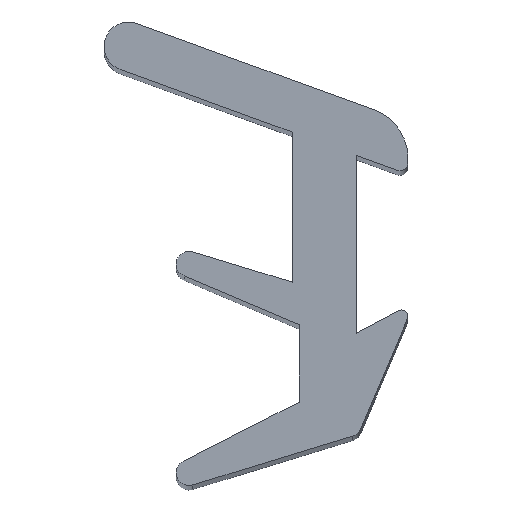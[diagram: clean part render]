
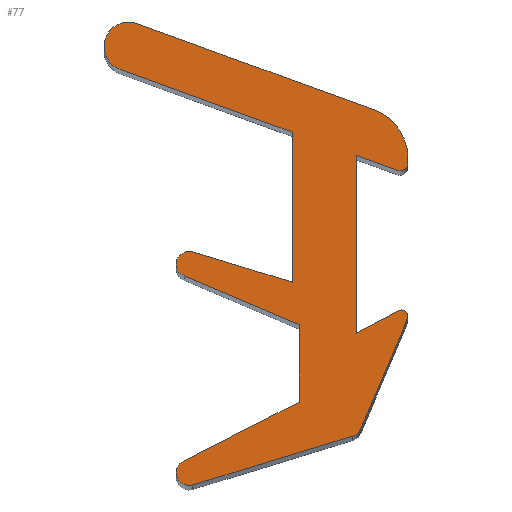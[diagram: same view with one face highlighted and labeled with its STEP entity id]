
A CAD part, top view. The second image highlights one B-rep face of the part: STEP entity #77.
In plain terms, the highlighted planar face has unit normal (0, 0, 1).
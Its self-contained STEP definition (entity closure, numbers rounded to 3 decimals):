
#77 = ADVANCED_FACE( '', ( #152 ), #153, .T. );
#152 = FACE_OUTER_BOUND( '', #222, .T. );
#153 = PLANE( '', #223 );
#222 = EDGE_LOOP( '', ( #381, #382, #383, #384, #385, #386, #387, #388, #389, #390, #391, #392, #393, #394, #395, #396, #397, #398, #399 ) );
#223 = AXIS2_PLACEMENT_3D( '', #400, #401, #402 );
#381 = ORIENTED_EDGE( '', *, *, #470, .T. );
#382 = ORIENTED_EDGE( '', *, *, #451, .T. );
#383 = ORIENTED_EDGE( '', *, *, #474, .T. );
#384 = ORIENTED_EDGE( '', *, *, #465, .T. );
#385 = ORIENTED_EDGE( '', *, *, #504, .T. );
#386 = ORIENTED_EDGE( '', *, *, #495, .T. );
#387 = ORIENTED_EDGE( '', *, *, #446, .T. );
#388 = ORIENTED_EDGE( '', *, *, #498, .T. );
#389 = ORIENTED_EDGE( '', *, *, #436, .T. );
#390 = ORIENTED_EDGE( '', *, *, #456, .T. );
#391 = ORIENTED_EDGE( '', *, *, #500, .T. );
#392 = ORIENTED_EDGE( '', *, *, #441, .T. );
#393 = ORIENTED_EDGE( '', *, *, #505, .T. );
#394 = ORIENTED_EDGE( '', *, *, #506, .T. );
#395 = ORIENTED_EDGE( '', *, *, #460, .T. );
#396 = ORIENTED_EDGE( '', *, *, #502, .T. );
#397 = ORIENTED_EDGE( '', *, *, #477, .T. );
#398 = ORIENTED_EDGE( '', *, *, #482, .T. );
#399 = ORIENTED_EDGE( '', *, *, #507, .T. );
#400 = CARTESIAN_POINT( '', ( -2.35, 16.55, 0. ) );
#401 = DIRECTION( '', ( 0., 0., 1. ) );
#402 = DIRECTION( '', ( 1., 0., 0. ) );
#436 = EDGE_CURVE( '', #514, #515, #516, .T. );
#441 = EDGE_CURVE( '', #523, #524, #525, .T. );
#446 = EDGE_CURVE( '', #532, #533, #534, .T. );
#451 = EDGE_CURVE( '', #541, #542, #543, .T. );
#456 = EDGE_CURVE( '', #515, #550, #551, .T. );
#460 = EDGE_CURVE( '', #556, #557, #558, .T. );
#465 = EDGE_CURVE( '', #565, #566, #567, .T. );
#470 = EDGE_CURVE( '', #574, #541, #575, .T. );
#474 = EDGE_CURVE( '', #542, #565, #580, .T. );
#477 = EDGE_CURVE( '', #583, #584, #585, .T. );
#482 = EDGE_CURVE( '', #584, #592, #593, .T. );
#495 = EDGE_CURVE( '', #609, #532, #610, .T. );
#498 = EDGE_CURVE( '', #533, #514, #613, .T. );
#500 = EDGE_CURVE( '', #550, #523, #615, .T. );
#502 = EDGE_CURVE( '', #557, #583, #617, .T. );
#504 = EDGE_CURVE( '', #566, #609, #619, .T. );
#505 = EDGE_CURVE( '', #524, #620, #621, .T. );
#506 = EDGE_CURVE( '', #620, #556, #622, .T. );
#507 = EDGE_CURVE( '', #592, #574, #623, .T. );
#514 = VERTEX_POINT( '', #630 );
#515 = VERTEX_POINT( '', #631 );
#516 = LINE( '', #632, #633 );
#523 = VERTEX_POINT( '', #643 );
#524 = VERTEX_POINT( '', #644 );
#525 = CIRCLE( '', #645, 0.5 );
#532 = VERTEX_POINT( '', #654 );
#533 = VERTEX_POINT( '', #655 );
#534 = LINE( '', #656, #657 );
#541 = VERTEX_POINT( '', #667 );
#542 = VERTEX_POINT( '', #668 );
#543 = CIRCLE( '', #669, 0.95 );
#550 = VERTEX_POINT( '', #678 );
#551 = CIRCLE( '', #679, 0.5 );
#556 = VERTEX_POINT( '', #685 );
#557 = VERTEX_POINT( '', #686 );
#558 = LINE( '', #687, #688 );
#565 = VERTEX_POINT( '', #698 );
#566 = VERTEX_POINT( '', #699 );
#567 = LINE( '', #700, #701 );
#574 = VERTEX_POINT( '', #711 );
#575 = LINE( '', #712, #713 );
#580 = LINE( '', #720, #721 );
#583 = VERTEX_POINT( '', #725 );
#584 = VERTEX_POINT( '', #726 );
#585 = LINE( '', #727, #728 );
#592 = VERTEX_POINT( '', #738 );
#593 = CIRCLE( '', #739, 0.3 );
#609 = VERTEX_POINT( '', #761 );
#610 = CIRCLE( '', #762, 0.5 );
#613 = LINE( '', #766, #767 );
#615 = LINE( '', #769, #770 );
#617 = LINE( '', #772, #773 );
#619 = LINE( '', #775, #776 );
#620 = VERTEX_POINT( '', #777 );
#621 = LINE( '', #778, #779 );
#622 = CIRCLE( '', #780, 0.25 );
#623 = CIRCLE( '', #781, 2. );
#630 = CARTESIAN_POINT( '', ( 4.276, 2.74, 0. ) );
#631 = CARTESIAN_POINT( '', ( -0.227, 0.446, 0. ) );
#632 = CARTESIAN_POINT( '', ( 4.276, 2.74, 0. ) );
#633 = VECTOR( '', #788, 1000. );
#643 = CARTESIAN_POINT( '', ( 6.355, 1.42, 0. ) );
#644 = CARTESIAN_POINT( '', ( 6.669, 1.703, 0. ) );
#645 = AXIS2_PLACEMENT_3D( '', #792, #793, #794 );
#654 = CARTESIAN_POINT( '', ( -0.195, 7.638, 0. ) );
#655 = CARTESIAN_POINT( '', ( 4.276, 5.74, 0. ) );
#656 = CARTESIAN_POINT( '', ( -0.195, 7.638, 0. ) );
#657 = VECTOR( '', #800, 1000. );
#667 = CARTESIAN_POINT( '', ( -2.025, 17.443, 0. ) );
#668 = CARTESIAN_POINT( '', ( -2.675, 15.657, 0. ) );
#669 = AXIS2_PLACEMENT_3D( '', #804, #805, #806 );
#678 = CARTESIAN_POINT( '', ( 0.146, -0.478, 0. ) );
#679 = AXIS2_PLACEMENT_3D( '', #812, #813, #814 );
#685 = CARTESIAN_POINT( '', ( 8.132, 6.288, 0. ) );
#686 = CARTESIAN_POINT( '', ( 6.5, 5.418, 0. ) );
#687 = CARTESIAN_POINT( '', ( 8.132, 6.288, 0. ) );
#688 = VECTOR( '', #819, 1000. );
#698 = CARTESIAN_POINT( '', ( 4., 13.228, 0. ) );
#699 = CARTESIAN_POINT( '', ( 4., 7.398, 0. ) );
#700 = CARTESIAN_POINT( '', ( 4., 13.228, 0. ) );
#701 = VECTOR( '', #823, 1000. );
#711 = CARTESIAN_POINT( '', ( 7.185, 14.086, 0. ) );
#712 = CARTESIAN_POINT( '', ( 7.185, 14.086, 0. ) );
#713 = VECTOR( '', #827, 1000. );
#720 = CARTESIAN_POINT( '', ( -2.675, 15.657, 0. ) );
#721 = VECTOR( '', #830, 1000. );
#725 = CARTESIAN_POINT( '', ( 6.5, 12.318, 0. ) );
#726 = CARTESIAN_POINT( '', ( 8.097, 11.736, 0. ) );
#727 = CARTESIAN_POINT( '', ( 6.5, 12.318, 0. ) );
#728 = VECTOR( '', #832, 1000. );
#738 = CARTESIAN_POINT( '', ( 8.476, 11.901, 0. ) );
#739 = AXIS2_PLACEMENT_3D( '', #836, #837, #838 );
#761 = CARTESIAN_POINT( '', ( 0.146, 8.577, 0. ) );
#762 = AXIS2_PLACEMENT_3D( '', #857, #858, #859 );
#766 = CARTESIAN_POINT( '', ( 4.276, 5.74, 0. ) );
#767 = VECTOR( '', #861, 1000. );
#769 = CARTESIAN_POINT( '', ( 0.146, -0.478, 0. ) );
#770 = VECTOR( '', #862, 1000. );
#772 = CARTESIAN_POINT( '', ( 6.5, 5.418, 0. ) );
#773 = VECTOR( '', #863, 1000. );
#775 = CARTESIAN_POINT( '', ( 4., 7.398, 0. ) );
#776 = VECTOR( '', #864, 1000. );
#777 = CARTESIAN_POINT( '', ( 8.48, 5.97, 0. ) );
#778 = CARTESIAN_POINT( '', ( 6.669, 1.703, 0. ) );
#779 = VECTOR( '', #865, 1000. );
#780 = AXIS2_PLACEMENT_3D( '', #866, #867, #868 );
#781 = AXIS2_PLACEMENT_3D( '', #869, #870, #871 );
#788 = DIRECTION( '', ( -0.891, -0.454, 0. ) );
#792 = CARTESIAN_POINT( '', ( 6.209, 1.898, 0. ) );
#793 = DIRECTION( '', ( 0., 0., 1. ) );
#794 = DIRECTION( '', ( 1., 0., 0. ) );
#800 = DIRECTION( '', ( 0.921, -0.391, 0. ) );
#804 = CARTESIAN_POINT( '', ( -2.35, 16.55, 0. ) );
#805 = DIRECTION( '', ( 0., 0., 1. ) );
#806 = DIRECTION( '', ( 1., 0., 0. ) );
#812 = CARTESIAN_POINT( '', ( 0., 0., 0. ) );
#813 = DIRECTION( '', ( 0., 0., 1. ) );
#814 = DIRECTION( '', ( 1., 0., 0. ) );
#819 = DIRECTION( '', ( -0.882, -0.471, 0. ) );
#823 = DIRECTION( '', ( 0., -1., 0. ) );
#827 = DIRECTION( '', ( -0.94, 0.342, 0. ) );
#830 = DIRECTION( '', ( 0.94, -0.342, 0. ) );
#832 = DIRECTION( '', ( 0.94, -0.342, 0. ) );
#836 = CARTESIAN_POINT( '', ( 8.2, 12.018, 0. ) );
#837 = DIRECTION( '', ( 0., 0., 1. ) );
#838 = DIRECTION( '', ( 1., 0., 0. ) );
#857 = CARTESIAN_POINT( '', ( 0., 8.098, 0. ) );
#858 = DIRECTION( '', ( 0., 0., 1. ) );
#859 = DIRECTION( '', ( 1., 0., 0. ) );
#861 = DIRECTION( '', ( 0., -1., 0. ) );
#862 = DIRECTION( '', ( 0.956, 0.292, 0. ) );
#863 = DIRECTION( '', ( 0., 1., 0. ) );
#864 = DIRECTION( '', ( -0.956, 0.292, 0. ) );
#865 = DIRECTION( '', ( 0.391, 0.921, 0. ) );
#866 = CARTESIAN_POINT( '', ( 8.25, 6.068, 0. ) );
#867 = DIRECTION( '', ( 0., 0., 1. ) );
#868 = DIRECTION( '', ( 1., 0., 0. ) );
#869 = CARTESIAN_POINT( '', ( 6.5, 12.207, 0. ) );
#870 = DIRECTION( '', ( 0., 0., 1. ) );
#871 = DIRECTION( '', ( 1., 0., 0. ) );
